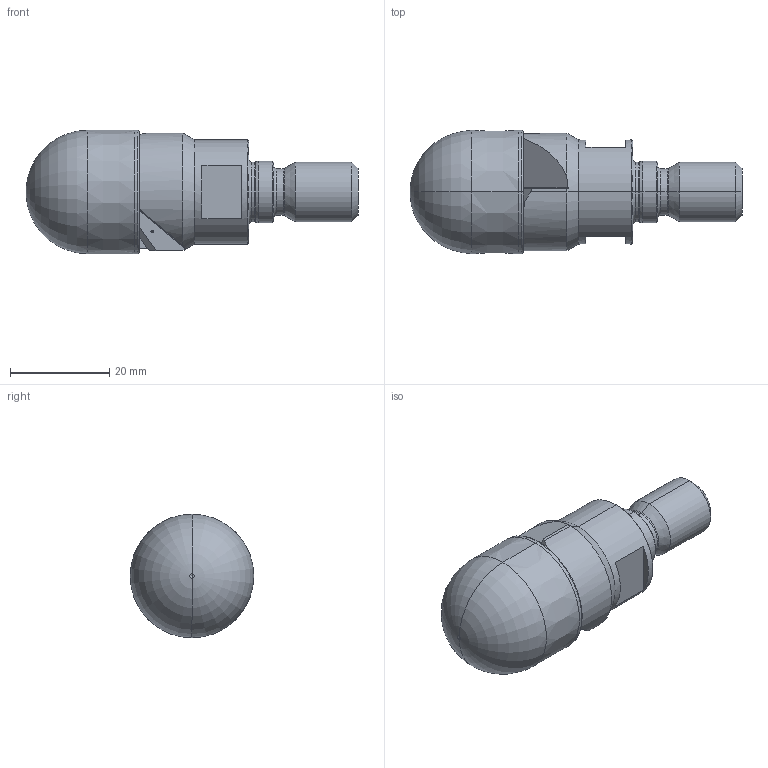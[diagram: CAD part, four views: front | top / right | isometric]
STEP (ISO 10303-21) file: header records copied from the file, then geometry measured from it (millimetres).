
FILE_DESCRIPTION (( 'STEP AP214' ), '1' );
FILE_NAME ('EKF-25-45-K04-M12.STEP', '2019-08-13T09:19:49', ( '' ), ( '' ), 'SwSTEP 2.0', 'SolidWorks 2019', '' );
FILE_SCHEMA (( 'AUTOMOTIVE_DESIGN' ));
Length unit declared in the file: millimetre
Products named in the file (1): EKF-25-45-K04-M12
Bounding box: 67 x 24.95 x 24.95 mm (x, y, z)
Volume: 18633.2 mm3; surface area: 5695 mm2
Topology: 1 solids, 1 shells, 124 faces, 303 edges, 185 vertices
Faces by surface type: plane 36, cone 35, cylinder 27, torus 22, bspline 4
Entity records: 4458 total; most frequent: CARTESIAN_POINT 1373, ORIENTED_EDGE 606, DIRECTION 577, EDGE_CURVE 303, AXIS2_PLACEMENT_3D 238, VERTEX_POINT 185, EDGE_LOOP 132, ADVANCED_FACE 124
